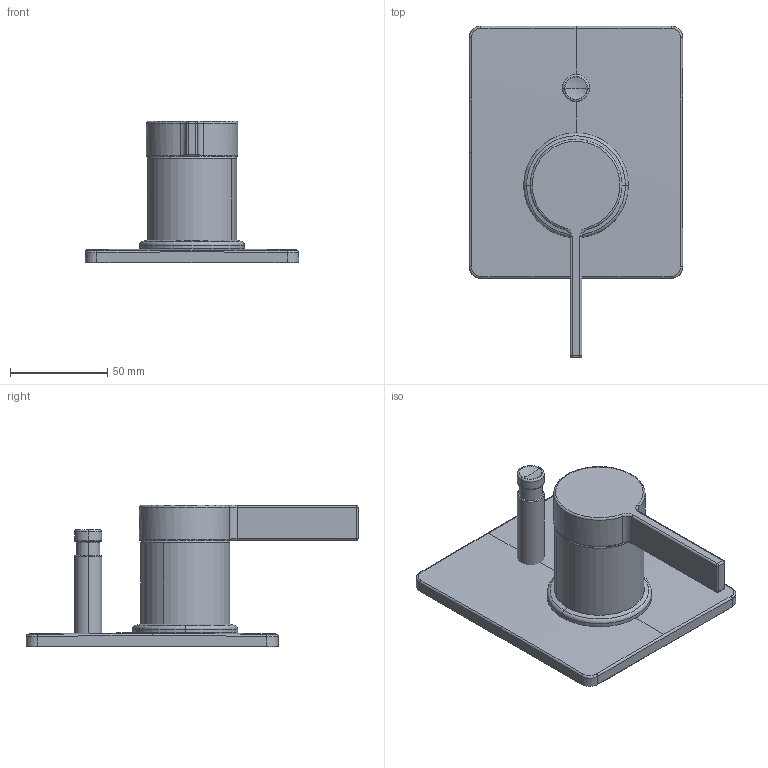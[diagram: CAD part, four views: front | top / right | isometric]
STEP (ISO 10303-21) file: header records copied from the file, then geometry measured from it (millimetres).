
FILE_DESCRIPTION (( 'STEP AP203' ), '1' );
FILE_NAME ('50719003.STEP', '2018-06-06T11:07:19', ( '' ), ( '' ), 'SwSTEP 2.0', 'SolidWorks 2016', '' );
FILE_SCHEMA (( 'CONFIG_CONTROL_DESIGN' ));
Length unit declared in the file: millimetre
Products named in the file (1): 50719003
Bounding box: 110 x 171 x 72.8 mm (x, y, z)
Volume: 256764.2 mm3; surface area: 64030.7 mm2
Topology: 7 solids, 7 shells, 102 faces, 221 edges, 131 vertices
Faces by surface type: cylinder 27, torus 26, plane 20, bspline 11, sphere 10, cone 8
Entity records: 4114 total; most frequent: CARTESIAN_POINT 1894, DIRECTION 476, ORIENTED_EDGE 426, EDGE_CURVE 213, AXIS2_PLACEMENT_3D 212, VERTEX_POINT 127, CIRCLE 120, EDGE_LOOP 104
